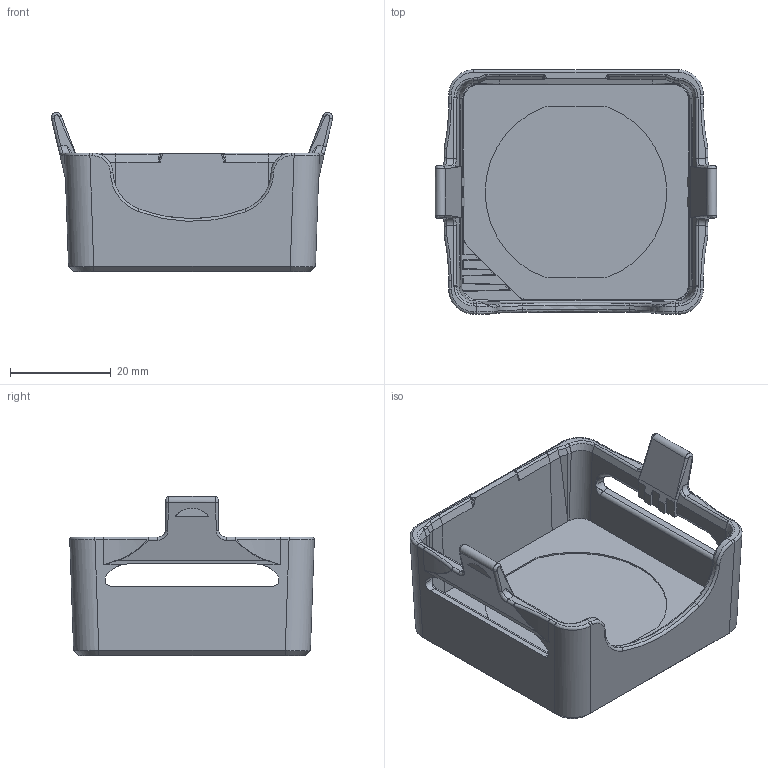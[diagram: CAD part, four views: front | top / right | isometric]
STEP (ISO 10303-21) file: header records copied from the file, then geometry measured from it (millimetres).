
FILE_DESCRIPTION(/* description */ (''),/* implementation_level */ '2;1');
FILE_NAME(/* name */ 'SBAP-A-_3D-CAD.stp',/* time_stamp */ '2021-10-07T13:31:27-04:00',/* author */ ('us0alz'),/* organization */ (''),/* preprocessor_version */ 'ST-DEVELOPER v17',/* originating_system */ 'Autodesk Inventor 2019',/* authorisation */ '');
FILE_SCHEMA (('AUTOMOTIVE_DESIGN { 1 0 10303 214 3 1 1 }'));
Length unit declared in the file: millimetre
Products named in the file (1): SBAP-A-_3D-CAD
Bounding box: 55.76 x 48.46 x 31.51 mm (x, y, z)
Volume: 13340.9 mm3; surface area: 14369.7 mm2
Topology: 2 solids, 2 shells, 381 faces, 985 edges, 593 vertices
Faces by surface type: plane 140, bspline 118, cylinder 87, cone 28, torus 4, sphere 4
Entity records: 16203 total; most frequent: CARTESIAN_POINT 7457, ORIENTED_EDGE 1940, DIRECTION 1615, EDGE_CURVE 970, VERTEX_POINT 593, AXIS2_PLACEMENT_3D 546, LINE 523, VECTOR 523
